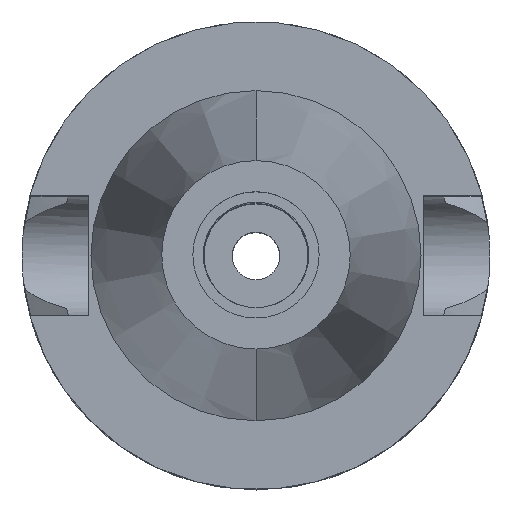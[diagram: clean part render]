
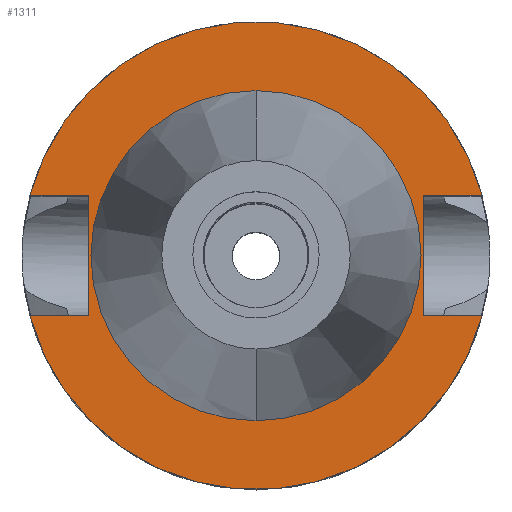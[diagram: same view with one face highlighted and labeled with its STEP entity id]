
A CAD part, top view. The second image highlights one B-rep face of the part: STEP entity #1311.
In plain terms, the highlighted planar face has unit normal (0, 0, 1).
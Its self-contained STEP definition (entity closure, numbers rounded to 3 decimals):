
#29 = ORIENTED_EDGE ( 'NONE', *, *, #348, .F. ) ;
#136 = EDGE_CURVE ( 'NONE', #1362, #953, #3048, .T. ) ;
#193 = CARTESIAN_POINT ( 'NONE',  ( 0., 0., -1. ) ) ;
#227 = CARTESIAN_POINT ( 'NONE',  ( 30.454, 8.05, -1. ) ) ;
#229 = ORIENTED_EDGE ( 'NONE', *, *, #317, .F. ) ;
#317 = EDGE_CURVE ( 'NONE', #2600, #339, #1682, .T. ) ;
#318 = AXIS2_PLACEMENT_3D ( 'NONE', #2004, #1469, #2236 ) ;
#334 = CARTESIAN_POINT ( 'NONE',  ( 0., 0., -1. ) ) ;
#339 = VERTEX_POINT ( 'NONE', #227 ) ;
#348 = EDGE_CURVE ( 'NONE', #2821, #2354, #2143, .T. ) ;
#358 = VECTOR ( 'NONE', #2603, 1000. ) ;
#430 = LINE ( 'NONE', #1395, #758 ) ;
#440 = ORIENTED_EDGE ( 'NONE', *, *, #2872, .F. ) ;
#472 = DIRECTION ( 'NONE',  ( 1., 0., 0. ) ) ;
#494 = ORIENTED_EDGE ( 'NONE', *, *, #2831, .F. ) ;
#520 = VERTEX_POINT ( 'NONE', #764 ) ;
#570 = VECTOR ( 'NONE', #1416, 1000. ) ;
#573 = CARTESIAN_POINT ( 'NONE',  ( 0., -22.225, -1. ) ) ;
#656 = DIRECTION ( 'NONE',  ( 0., 0., 1. ) ) ;
#736 = ORIENTED_EDGE ( 'NONE', *, *, #1772, .F. ) ;
#750 = ORIENTED_EDGE ( 'NONE', *, *, #2623, .T. ) ;
#758 = VECTOR ( 'NONE', #2359, 1000. ) ;
#764 = CARTESIAN_POINT ( 'NONE',  ( -22.5, 8.05, -1. ) ) ;
#770 = VERTEX_POINT ( 'NONE', #2107 ) ;
#787 = EDGE_CURVE ( 'NONE', #770, #2161, #1194, .T. ) ;
#829 = ORIENTED_EDGE ( 'NONE', *, *, #1300, .F. ) ;
#953 = VERTEX_POINT ( 'NONE', #2523 ) ;
#1101 = PLANE ( 'NONE',  #1124 ) ;
#1124 = AXIS2_PLACEMENT_3D ( 'NONE', #2041, #2774, #2489 ) ;
#1137 = EDGE_LOOP ( 'NONE', ( #440, #2508 ) ) ;
#1140 = DIRECTION ( 'NONE',  ( 0., -1., 0. ) ) ;
#1194 = LINE ( 'NONE', #2399, #570 ) ;
#1227 = VECTOR ( 'NONE', #2102, 1000. ) ;
#1300 = EDGE_CURVE ( 'NONE', #2852, #2821, #2381, .T. ) ;
#1311 = ADVANCED_FACE ( 'NONE', ( #1313, #2228 ), #1101, .F. ) ;
#1313 = FACE_OUTER_BOUND ( 'NONE', #2342, .T. ) ;
#1362 = VERTEX_POINT ( 'NONE', #573 ) ;
#1395 = CARTESIAN_POINT ( 'NONE',  ( 22.5, 8.05, -1. ) ) ;
#1404 = DIRECTION ( 'NONE',  ( 0., 0., -1. ) ) ;
#1416 = DIRECTION ( 'NONE',  ( 0., -1., 0. ) ) ;
#1467 = CARTESIAN_POINT ( 'NONE',  ( 0., 0., -1. ) ) ;
#1469 = DIRECTION ( 'NONE',  ( 0., 0., 1. ) ) ;
#1505 = CARTESIAN_POINT ( 'NONE',  ( 22.5, -8.05, -1. ) ) ;
#1510 = CARTESIAN_POINT ( 'NONE',  ( -22.5, -8.05, -1. ) ) ;
#1514 = ORIENTED_EDGE ( 'NONE', *, *, #1789, .T. ) ;
#1523 = DIRECTION ( 'NONE',  ( 0., 0., -1. ) ) ;
#1604 = LINE ( 'NONE', #3010, #1227 ) ;
#1674 = CARTESIAN_POINT ( 'NONE',  ( -30.454, -8.05, -1. ) ) ;
#1682 = CIRCLE ( 'NONE', #2838, 31.5 ) ;
#1747 = LINE ( 'NONE', #1505, #2087 ) ;
#1771 = CARTESIAN_POINT ( 'NONE',  ( -30.454, -8.05, -1. ) ) ;
#1772 = EDGE_CURVE ( 'NONE', #2354, #520, #2871, .T. ) ;
#1785 = ORIENTED_EDGE ( 'NONE', *, *, #787, .F. ) ;
#1789 = EDGE_CURVE ( 'NONE', #770, #339, #430, .T. ) ;
#2004 = CARTESIAN_POINT ( 'NONE',  ( 0., 0., -1. ) ) ;
#2041 = CARTESIAN_POINT ( 'NONE',  ( 0., 0., -1. ) ) ;
#2087 = VECTOR ( 'NONE', #2720, 1000. ) ;
#2102 = DIRECTION ( 'NONE',  ( 1., 0., 0. ) ) ;
#2107 = CARTESIAN_POINT ( 'NONE',  ( 22.5, 8.05, -1. ) ) ;
#2116 = CARTESIAN_POINT ( 'NONE',  ( -22.5, -8.05, -1. ) ) ;
#2143 = LINE ( 'NONE', #1674, #2891 ) ;
#2161 = VERTEX_POINT ( 'NONE', #3077 ) ;
#2217 = CARTESIAN_POINT ( 'NONE',  ( 30.454, -8.05, -1. ) ) ;
#2228 = FACE_BOUND ( 'NONE', #1137, .T. ) ;
#2236 = DIRECTION ( 'NONE',  ( 0., 1., 0. ) ) ;
#2296 = DIRECTION ( 'NONE',  ( 0., -1., 0. ) ) ;
#2342 = EDGE_LOOP ( 'NONE', ( #29, #829, #494, #1785, #1514, #229, #750, #736 ) ) ;
#2354 = VERTEX_POINT ( 'NONE', #1510 ) ;
#2359 = DIRECTION ( 'NONE',  ( 1., 0., 0. ) ) ;
#2381 = CIRCLE ( 'NONE', #2484, 31.5 ) ;
#2399 = CARTESIAN_POINT ( 'NONE',  ( 22.5, 8.05, -1. ) ) ;
#2431 = DIRECTION ( 'NONE',  ( 0., 1., 0. ) ) ;
#2484 = AXIS2_PLACEMENT_3D ( 'NONE', #334, #1523, #2296 ) ;
#2489 = DIRECTION ( 'NONE',  ( 0., -1., 0. ) ) ;
#2493 = CIRCLE ( 'NONE', #318, 22.225 ) ;
#2508 = ORIENTED_EDGE ( 'NONE', *, *, #136, .F. ) ;
#2523 = CARTESIAN_POINT ( 'NONE',  ( 0., 22.225, -1. ) ) ;
#2527 = CARTESIAN_POINT ( 'NONE',  ( -30.454, 8.05, -1. ) ) ;
#2600 = VERTEX_POINT ( 'NONE', #2527 ) ;
#2603 = DIRECTION ( 'NONE',  ( 0., 1., 0. ) ) ;
#2623 = EDGE_CURVE ( 'NONE', #2600, #520, #1604, .T. ) ;
#2720 = DIRECTION ( 'NONE',  ( 1., 0., 0. ) ) ;
#2774 = DIRECTION ( 'NONE',  ( 0., 0., -1. ) ) ;
#2821 = VERTEX_POINT ( 'NONE', #1771 ) ;
#2831 = EDGE_CURVE ( 'NONE', #2161, #2852, #1747, .T. ) ;
#2838 = AXIS2_PLACEMENT_3D ( 'NONE', #1467, #1404, #2431 ) ;
#2852 = VERTEX_POINT ( 'NONE', #2217 ) ;
#2871 = LINE ( 'NONE', #2116, #358 ) ;
#2872 = EDGE_CURVE ( 'NONE', #953, #1362, #2493, .T. ) ;
#2891 = VECTOR ( 'NONE', #472, 1000. ) ;
#2990 = AXIS2_PLACEMENT_3D ( 'NONE', #193, #656, #1140 ) ;
#3010 = CARTESIAN_POINT ( 'NONE',  ( -30.454, 8.05, -1. ) ) ;
#3048 = CIRCLE ( 'NONE', #2990, 22.225 ) ;
#3077 = CARTESIAN_POINT ( 'NONE',  ( 22.5, -8.05, -1. ) ) ;
